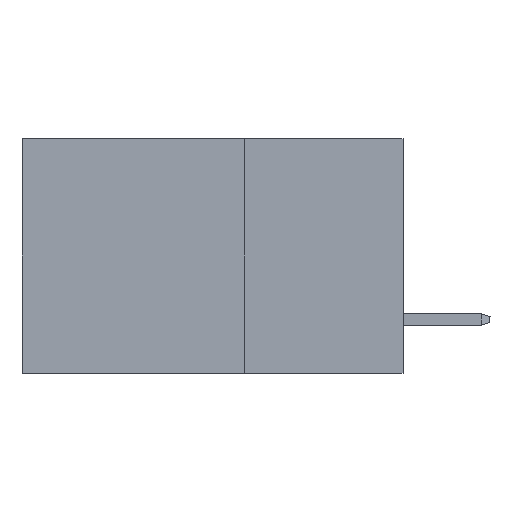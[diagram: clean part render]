
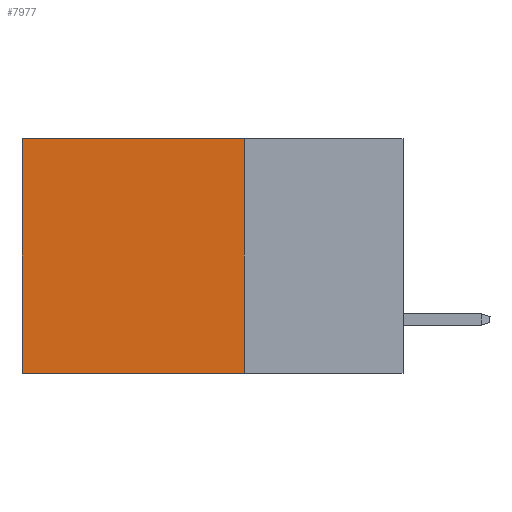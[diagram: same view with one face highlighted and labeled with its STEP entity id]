
A CAD part, left-side view. The second image highlights one B-rep face of the part: STEP entity #7977.
In plain terms, the highlighted planar face has unit normal (-1, 0, 0).
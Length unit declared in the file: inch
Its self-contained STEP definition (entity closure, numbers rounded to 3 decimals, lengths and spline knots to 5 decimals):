
#334 = PLANE ( 'NONE',  #16091 ) ;
#921 = EDGE_CURVE ( 'NONE', #6012, #18784, #18207, .T. ) ;
#1145 = CARTESIAN_POINT ( 'NONE',  ( 0.2875, 0.6, -0.37 ) ) ;
#1595 = CARTESIAN_POINT ( 'NONE',  ( 0.2875, 0.6, 0. ) ) ;
#2160 = FACE_OUTER_BOUND ( 'NONE', #6117, .T. ) ;
#2243 = LINE ( 'NONE', #13686, #6435 ) ;
#2285 = DIRECTION ( 'NONE',  ( 1., 0., 0. ) ) ;
#3975 = CARTESIAN_POINT ( 'NONE',  ( 0.2875, 0.25, 0. ) ) ;
#4090 = DIRECTION ( 'NONE',  ( 0., 1., 0. ) ) ;
#5733 = CARTESIAN_POINT ( 'NONE',  ( 0.2875, 0.25, 0. ) ) ;
#6012 = VERTEX_POINT ( 'NONE', #1595 ) ;
#6117 = EDGE_LOOP ( 'NONE', ( #20063, #12593, #24196, #6928 ) ) ;
#6435 = VECTOR ( 'NONE', #4090, 39.37008 ) ;
#6928 = ORIENTED_EDGE ( 'NONE', *, *, #16049, .T. ) ;
#7036 = CARTESIAN_POINT ( 'NONE',  ( 0.2875, 0.6, 0. ) ) ;
#7828 = DIRECTION ( 'NONE',  ( 0., 0., -1. ) ) ;
#7977 = ADVANCED_FACE ( 'NONE', ( #2160 ), #334, .F. ) ;
#11152 = VERTEX_POINT ( 'NONE', #23223 ) ;
#11470 = DIRECTION ( 'NONE',  ( 0., 0., -1. ) ) ;
#11532 = VECTOR ( 'NONE', #11470, 39.37008 ) ;
#12593 = ORIENTED_EDGE ( 'NONE', *, *, #13366, .F. ) ;
#13366 = EDGE_CURVE ( 'NONE', #11152, #18784, #20195, .T. ) ;
#13686 = CARTESIAN_POINT ( 'NONE',  ( 0.2875, 0.25, 0. ) ) ;
#14537 = DIRECTION ( 'NONE',  ( 0., 0., -1. ) ) ;
#15679 = CARTESIAN_POINT ( 'NONE',  ( 0.2875, 0.25, 0. ) ) ;
#15708 = VERTEX_POINT ( 'NONE', #15679 ) ;
#16049 = EDGE_CURVE ( 'NONE', #15708, #6012, #2243, .T. ) ;
#16091 = AXIS2_PLACEMENT_3D ( 'NONE', #5733, #2285, #7828 ) ;
#16169 = EDGE_CURVE ( 'NONE', #15708, #11152, #20799, .T. ) ;
#16285 = VECTOR ( 'NONE', #14537, 39.37008 ) ;
#16527 = DIRECTION ( 'NONE',  ( 0., 1., 0. ) ) ;
#17781 = VECTOR ( 'NONE', #16527, 39.37008 ) ;
#18008 = CARTESIAN_POINT ( 'NONE',  ( 0.2875, 0.25, -0.37 ) ) ;
#18207 = LINE ( 'NONE', #7036, #16285 ) ;
#18784 = VERTEX_POINT ( 'NONE', #1145 ) ;
#20063 = ORIENTED_EDGE ( 'NONE', *, *, #921, .T. ) ;
#20195 = LINE ( 'NONE', #18008, #17781 ) ;
#20799 = LINE ( 'NONE', #3975, #11532 ) ;
#23223 = CARTESIAN_POINT ( 'NONE',  ( 0.2875, 0.25, -0.37 ) ) ;
#24196 = ORIENTED_EDGE ( 'NONE', *, *, #16169, .F. ) ;
